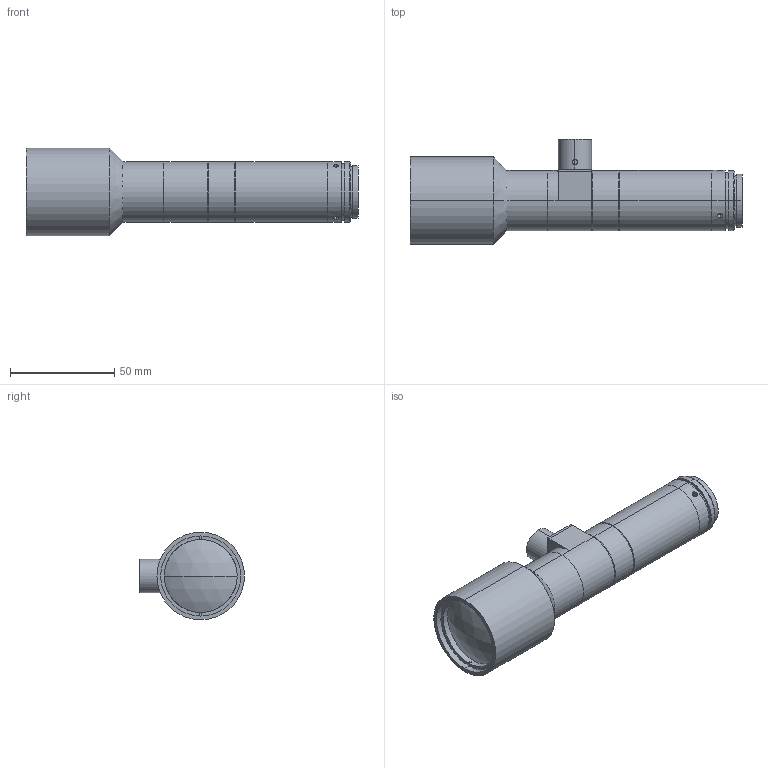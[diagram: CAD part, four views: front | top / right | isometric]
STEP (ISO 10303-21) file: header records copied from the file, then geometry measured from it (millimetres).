
FILE_DESCRIPTION (( 'STEP AP203' ), '1' );
FILE_NAME ('XF-5MDT08X178D-1C.STEP', '2016-12-06T03:12:01', ( 'Lxtx999.CoM' ), ( 'Lxtx999.CoM' ), 'SwSTEP 2.0', 'SolidWorks 2014', '' );
FILE_SCHEMA (( 'CONFIG_CONTROL_DESIGN' ));
Length unit declared in the file: millimetre
Products named in the file (1): XF-5MDT08X178D-1C
Bounding box: 159.21 x 50.35 x 42 mm (x, y, z)
Surface area: 25940.1 mm2 (no closed solid volume)
Topology: 0 solids, 9 shells, 99 faces, 261 edges, 175 vertices
Faces by surface type: cylinder 56, plane 33, cone 4, torus 4, sphere 2
Entity records: 3456 total; most frequent: CARTESIAN_POINT 844, DIRECTION 583, ORIENTED_EDGE 450, EDGE_CURVE 261, AXIS2_PLACEMENT_3D 238, VERTEX_POINT 175, CIRCLE 138, EDGE_LOOP 125
